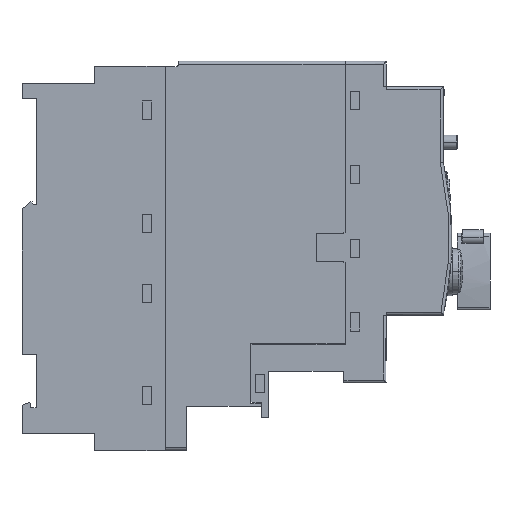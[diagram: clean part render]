
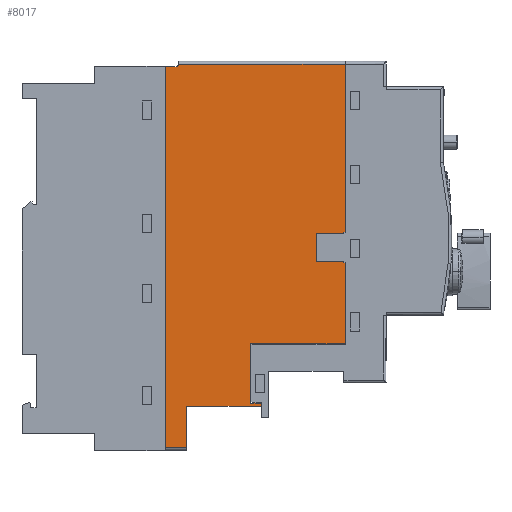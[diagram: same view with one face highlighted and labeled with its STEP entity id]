
A CAD part, left-side view. The second image highlights one B-rep face of the part: STEP entity #8017.
In plain terms, the highlighted planar face has unit normal (-1, 0, 0).
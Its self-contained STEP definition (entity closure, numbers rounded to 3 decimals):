
#4201=VERTEX_POINT('',#11926);
#4227=VERTEX_POINT('',#11952);
#4449=VERTEX_POINT('',#12199);
#4791=EDGE_CURVE('',#11077,#11371,#12575,.T.);
#4869=EDGE_CURVE('',#6027,#11085,#12659,.T.);
#4953=VERTEX_POINT('',#12749);
#5235=EDGE_CURVE('',#4953,#10043,#13074,.T.);
#5735=EDGE_CURVE('',#11569,#11313,#13638,.T.);
#5913=EDGE_CURVE('',#4953,#6451,#13832,.T.);
#5987=EDGE_CURVE('',#11517,#6027,#13929,.T.);
#6027=VERTEX_POINT('',#13975);
#6297=EDGE_CURVE('',#6567,#11077,#14278,.T.);
#6329=EDGE_CURVE('',#11313,#6623,#14314,.T.);
#6451=VERTEX_POINT('',#14457);
#6567=VERTEX_POINT('',#14584);
#6623=VERTEX_POINT('',#14650);
#6801=VERTEX_POINT('',#14845);
#7377=EDGE_CURVE('',#11371,#4201,#15474,.T.);
#8017=ADVANCED_FACE('',(#16173),#16174,.T.);
#8475=VERTEX_POINT('',#16681);
#8543=VERTEX_POINT('',#16759);
#9113=EDGE_CURVE('',#11085,#6801,#17393,.T.);
#9791=EDGE_CURVE('',#4449,#6567,#18122,.T.);
#9901=EDGE_CURVE('',#4201,#8543,#18244,.T.);
#9953=EDGE_CURVE('',#8475,#11569,#18307,.T.);
#10043=VERTEX_POINT('',#18409);
#10195=EDGE_CURVE('',#6623,#10043,#18575,.T.);
#10295=EDGE_CURVE('',#8543,#11517,#18685,.T.);
#10831=EDGE_CURVE('',#4227,#8475,#19273,.T.);
#10971=EDGE_CURVE('',#6451,#4449,#19416,.T.);
#11077=VERTEX_POINT('',#19531);
#11085=VERTEX_POINT('',#19539);
#11171=EDGE_CURVE('',#6801,#4227,#19635,.T.);
#11313=VERTEX_POINT('',#19789);
#11371=VERTEX_POINT('',#19853);
#11517=VERTEX_POINT('',#20016);
#11569=VERTEX_POINT('',#20079);
#11926=CARTESIAN_POINT('',(-22.5,-84.4,-87.05));
#11952=CARTESIAN_POINT('',(-22.5,-103.8,-37.2));
#12199=CARTESIAN_POINT('',(-22.5,-50.5,-102.65));
#12575=LINE('',#21525,#21526);
#12659=LINE('',#21647,#21648);
#12749=CARTESIAN_POINT('',(-22.5,-54.3,31.65));
#13074=CIRCLE('',#22285,1.0);
#13638=LINE('',#23116,#23117);
#13832=LINE('',#23379,#23380);
#13929=LINE('',#23497,#23498);
#13975=CARTESIAN_POINT('',(-22.5,-113.9,-66.15));
#14278=LINE('',#23969,#23970);
#14314=LINE('',#24017,#24018);
#14457=CARTESIAN_POINT('',(-22.5,-50.5,31.65));
#14584=CARTESIAN_POINT('',(-22.5,-58.0,-102.65));
#14650=CARTESIAN_POINT('',(-22.5,-113.9,32.5));
#14845=CARTESIAN_POINT('',(-22.5,-113.1,-37.2));
#15474=LINE('',#25699,#25700);
#16173=FACE_OUTER_BOUND('',#26770,.T.);
#16174=PLANE('',#26771);
#16681=CARTESIAN_POINT('',(-22.5,-103.8,-27.2));
#16759=CARTESIAN_POINT('',(-22.5,-80.65,-87.05));
#17393=LINE('',#28513,#28514);
#18122=LINE('',#29560,#29561);
#18244=LINE('',#29724,#29725);
#18307=LINE('',#29805,#29806);
#18409=CARTESIAN_POINT('',(-22.5,-55.289,32.5));
#18575=LINE('',#30204,#30205);
#18685=LINE('',#30390,#30391);
#19273=LINE('',#31227,#31228);
#19416=LINE('',#31448,#31449);
#19531=CARTESIAN_POINT('',(-22.5,-58.0,-88.05));
#19539=CARTESIAN_POINT('',(-22.5,-113.9,-37.662));
#19635=LINE('',#31773,#31774);
#19789=CARTESIAN_POINT('',(-22.5,-113.9,-26.738));
#19853=CARTESIAN_POINT('',(-22.5,-84.4,-88.05));
#20016=CARTESIAN_POINT('',(-22.5,-80.65,-66.15));
#20079=CARTESIAN_POINT('',(-22.5,-113.1,-27.2));
#21525=CARTESIAN_POINT('',(-22.5,-58.0,-88.05));
#21526=VECTOR('',#33412,1.0);
#21647=CARTESIAN_POINT('',(-22.5,-113.9,-66.15));
#21648=VECTOR('',#33485,1.0);
#22285=AXIS2_PLACEMENT_3D('',#33959,#33960,#33961);
#23116=CARTESIAN_POINT('',(-22.5,-113.1,-27.2));
#23117=VECTOR('',#34586,1.0);
#23379=CARTESIAN_POINT('',(-22.5,-54.3,31.65));
#23380=VECTOR('',#34765,1.0);
#23497=CARTESIAN_POINT('',(-22.5,-80.65,-66.15));
#23498=VECTOR('',#34925,1.0);
#23969=CARTESIAN_POINT('',(-22.5,-58.0,-103.65));
#23970=VECTOR('',#35340,1.0);
#24017=CARTESIAN_POINT('',(-22.5,-113.9,-26.738));
#24018=VECTOR('',#35377,1.0);
#25699=CARTESIAN_POINT('',(-22.5,-84.4,-88.05));
#25700=VECTOR('',#36613,1.0);
#26770=EDGE_LOOP('',(#37293,#37294,#37295,#37296,#37297,#37298,#37299,#37300,#37301,#37302,#37303,#37304,#37305,#37306,#37307,#37308,#37309,#37310));
#26771=AXIS2_PLACEMENT_3D('',#37311,#37312,#37313);
#28513=CARTESIAN_POINT('',(-22.5,-113.9,-37.662));
#28514=VECTOR('',#38668,1.0);
#29560=CARTESIAN_POINT('',(-22.5,-39.746,-102.65));
#29561=VECTOR('',#39294,1.0);
#29724=CARTESIAN_POINT('',(-22.5,-84.4,-87.05));
#29725=VECTOR('',#39426,1.0);
#29805=CARTESIAN_POINT('',(-22.5,-103.8,-27.2));
#29806=VECTOR('',#39512,1.0);
#30204=CARTESIAN_POINT('',(-22.5,-82.2,32.5));
#30205=VECTOR('',#39791,1.0);
#30390=CARTESIAN_POINT('',(-22.5,-80.65,-87.05));
#30391=VECTOR('',#39923,1.0);
#31227=CARTESIAN_POINT('',(-22.5,-103.8,-37.2));
#31228=VECTOR('',#40540,1.0);
#31448=CARTESIAN_POINT('',(-22.5,-50.5,31.65));
#31449=VECTOR('',#40619,1.0);
#31773=CARTESIAN_POINT('',(-22.5,-113.1,-37.2));
#31774=VECTOR('',#40844,1.0);
#33412=DIRECTION('',(0.0,-1.0,0.0));
#33485=DIRECTION('',(0.0,0.0,1.0));
#33959=CARTESIAN_POINT('',(-22.5,-54.3,32.65));
#33960=DIRECTION('',(-1.0,0.0,0.0));
#33961=DIRECTION('',(0.0,0.0,-1.0));
#34586=DIRECTION('',(0.0,-0.866,0.5));
#34765=DIRECTION('',(0.0,1.0,0.0));
#34925=DIRECTION('',(0.0,-1.0,0.0));
#35340=DIRECTION('',(0.0,0.0,1.0));
#35377=DIRECTION('',(0.0,0.0,1.0));
#36613=DIRECTION('',(0.0,0.0,1.0));
#37293=ORIENTED_EDGE('',*,*,#9791,.T.);
#37294=ORIENTED_EDGE('',*,*,#6297,.T.);
#37295=ORIENTED_EDGE('',*,*,#4791,.T.);
#37296=ORIENTED_EDGE('',*,*,#7377,.T.);
#37297=ORIENTED_EDGE('',*,*,#9901,.T.);
#37298=ORIENTED_EDGE('',*,*,#10295,.T.);
#37299=ORIENTED_EDGE('',*,*,#5987,.T.);
#37300=ORIENTED_EDGE('',*,*,#4869,.T.);
#37301=ORIENTED_EDGE('',*,*,#9113,.T.);
#37302=ORIENTED_EDGE('',*,*,#11171,.T.);
#37303=ORIENTED_EDGE('',*,*,#10831,.T.);
#37304=ORIENTED_EDGE('',*,*,#9953,.T.);
#37305=ORIENTED_EDGE('',*,*,#5735,.T.);
#37306=ORIENTED_EDGE('',*,*,#6329,.T.);
#37307=ORIENTED_EDGE('',*,*,#10195,.T.);
#37308=ORIENTED_EDGE('',*,*,#5235,.F.);
#37309=ORIENTED_EDGE('',*,*,#5913,.T.);
#37310=ORIENTED_EDGE('',*,*,#10971,.T.);
#37311=CARTESIAN_POINT('',(-22.5,-79.493,-32.21));
#37312=DIRECTION('',(-1.0,0.0,0.0));
#37313=DIRECTION('',(0.0,-1.0,0.0));
#38668=DIRECTION('',(0.0,0.866,0.5));
#39294=DIRECTION('',(0.0,-1.0,0.0));
#39426=DIRECTION('',(0.0,1.0,0.0));
#39512=DIRECTION('',(0.0,-1.0,0.0));
#39791=DIRECTION('',(0.0,1.0,0.0));
#39923=DIRECTION('',(0.0,0.0,1.0));
#40540=DIRECTION('',(0.0,0.0,1.0));
#40619=DIRECTION('',(0.0,0.0,-1.0));
#40844=DIRECTION('',(0.0,1.0,0.0));
